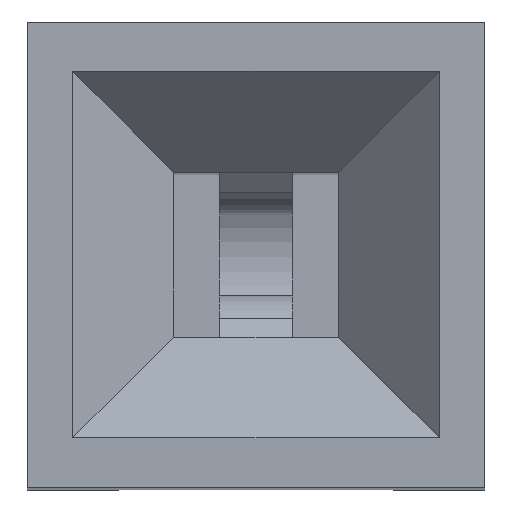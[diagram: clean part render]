
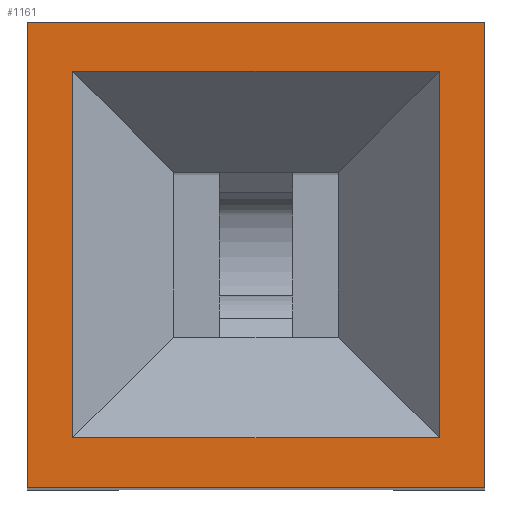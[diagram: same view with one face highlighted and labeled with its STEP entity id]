
A CAD part, top view. The second image highlights one B-rep face of the part: STEP entity #1161.
In plain terms, the highlighted planar face has unit normal (0, 0, 1).
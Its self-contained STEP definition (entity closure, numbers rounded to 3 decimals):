
#851 = VERTEX_POINT('',#852);
#852 = CARTESIAN_POINT('',(-1.25,1.27,8.5));
#858 = EDGE_CURVE('',#851,#859,#861,.T.);
#859 = VERTEX_POINT('',#860);
#860 = CARTESIAN_POINT('',(1.25,1.27,8.5));
#861 = LINE('',#862,#863);
#862 = CARTESIAN_POINT('',(-1.25,1.27,8.5));
#863 = VECTOR('',#864,1.);
#864 = DIRECTION('',(1.,0.,0.));
#1142 = EDGE_CURVE('',#859,#1143,#1145,.T.);
#1143 = VERTEX_POINT('',#1144);
#1144 = CARTESIAN_POINT('',(1.25,-1.27,8.5));
#1145 = LINE('',#1146,#1147);
#1146 = CARTESIAN_POINT('',(1.25,1.27,8.5));
#1147 = VECTOR('',#1148,1.);
#1148 = DIRECTION('',(0.,-1.,0.));
#1161 = ADVANCED_FACE('',(#1162,#1180),#1214,.T.);
#1162 = FACE_BOUND('',#1163,.T.);
#1163 = EDGE_LOOP('',(#1164,#1165,#1173,#1179));
#1164 = ORIENTED_EDGE('',*,*,#858,.F.);
#1165 = ORIENTED_EDGE('',*,*,#1166,.F.);
#1166 = EDGE_CURVE('',#1167,#851,#1169,.T.);
#1167 = VERTEX_POINT('',#1168);
#1168 = CARTESIAN_POINT('',(-1.25,-1.27,8.5));
#1169 = LINE('',#1170,#1171);
#1170 = CARTESIAN_POINT('',(-1.25,-1.27,8.5));
#1171 = VECTOR('',#1172,1.);
#1172 = DIRECTION('',(0.,1.,0.));
#1173 = ORIENTED_EDGE('',*,*,#1174,.F.);
#1174 = EDGE_CURVE('',#1143,#1167,#1175,.T.);
#1175 = LINE('',#1176,#1177);
#1176 = CARTESIAN_POINT('',(1.25,-1.27,8.5));
#1177 = VECTOR('',#1178,1.);
#1178 = DIRECTION('',(-1.,0.,0.));
#1179 = ORIENTED_EDGE('',*,*,#1142,.F.);
#1180 = FACE_BOUND('',#1181,.T.);
#1181 = EDGE_LOOP('',(#1182,#1192,#1200,#1208));
#1182 = ORIENTED_EDGE('',*,*,#1183,.T.);
#1183 = EDGE_CURVE('',#1184,#1186,#1188,.T.);
#1184 = VERTEX_POINT('',#1185);
#1185 = CARTESIAN_POINT('',(-1.,-1.,8.5));
#1186 = VERTEX_POINT('',#1187);
#1187 = CARTESIAN_POINT('',(-1.,1.,8.5));
#1188 = LINE('',#1189,#1190);
#1189 = CARTESIAN_POINT('',(-1.,-1.,8.5));
#1190 = VECTOR('',#1191,1.);
#1191 = DIRECTION('',(0.,1.,0.));
#1192 = ORIENTED_EDGE('',*,*,#1193,.T.);
#1193 = EDGE_CURVE('',#1186,#1194,#1196,.T.);
#1194 = VERTEX_POINT('',#1195);
#1195 = CARTESIAN_POINT('',(1.,1.,8.5));
#1196 = LINE('',#1197,#1198);
#1197 = CARTESIAN_POINT('',(-1.,1.,8.5));
#1198 = VECTOR('',#1199,1.);
#1199 = DIRECTION('',(1.,0.,0.));
#1200 = ORIENTED_EDGE('',*,*,#1201,.T.);
#1201 = EDGE_CURVE('',#1194,#1202,#1204,.T.);
#1202 = VERTEX_POINT('',#1203);
#1203 = CARTESIAN_POINT('',(1.,-1.,8.5));
#1204 = LINE('',#1205,#1206);
#1205 = CARTESIAN_POINT('',(1.,1.,8.5));
#1206 = VECTOR('',#1207,1.);
#1207 = DIRECTION('',(0.,-1.,0.));
#1208 = ORIENTED_EDGE('',*,*,#1209,.T.);
#1209 = EDGE_CURVE('',#1202,#1184,#1210,.T.);
#1210 = LINE('',#1211,#1212);
#1211 = CARTESIAN_POINT('',(1.,-1.,8.5));
#1212 = VECTOR('',#1213,1.);
#1213 = DIRECTION('',(-1.,0.,0.));
#1214 = PLANE('',#1215);
#1215 = AXIS2_PLACEMENT_3D('',#1216,#1217,#1218);
#1216 = CARTESIAN_POINT('',(0.,0.,8.5));
#1217 = DIRECTION('',(0.,0.,1.));
#1218 = DIRECTION('',(1.,0.,0.));
